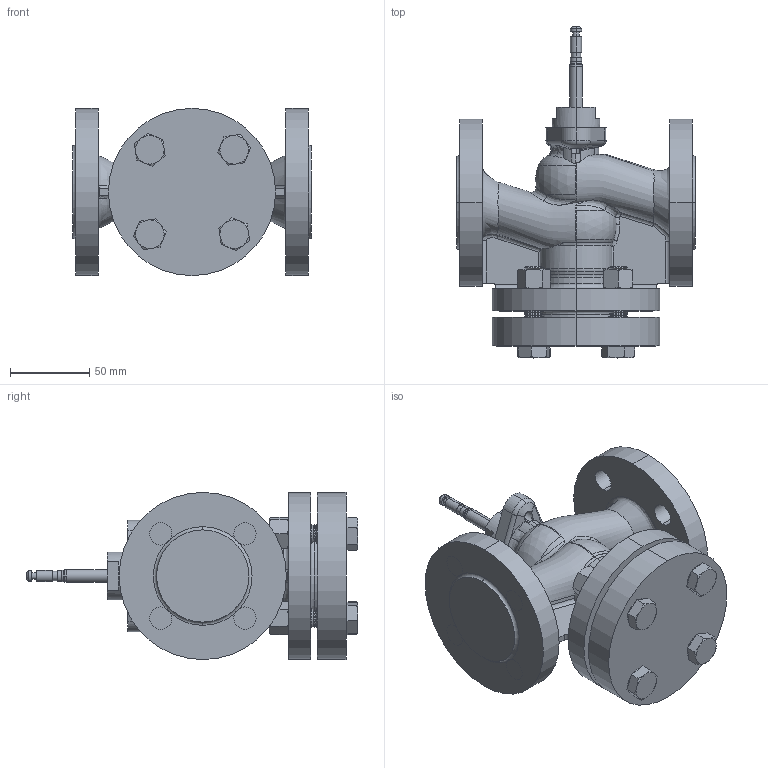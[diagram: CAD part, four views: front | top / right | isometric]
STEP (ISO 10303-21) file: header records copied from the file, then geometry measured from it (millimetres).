
FILE_DESCRIPTION (( 'STEP AP203' ), '1' );
FILE_NAME ('216_DN20_DEF.STEP', '2012-02-23T09:11:08', ( 'test' ), ( '' ), 'SwSTEP 2.0', 'SolidWorks 2011', '' );
FILE_SCHEMA (( 'CONFIG_CONTROL_DESIGN' ));
Products named in the file (1): 216_DN20_DEF
Bounding box: 150.45 x 209.13 x 105.31 mm (x, y, z)
Volume: 838506.5 mm3; surface area: 123342.3 mm2
Topology: 1 solids, 1 shells, 520 faces, 1349 edges, 861 vertices
Faces by surface type: cone 152, plane 132, cylinder 128, torus 51, bspline 47, sphere 10
Entity records: 87772 total; most frequent: CARTESIAN_POINT 75578, ORIENTED_EDGE 2688, DIRECTION 2393, EDGE_CURVE 1344, AXIS2_PLACEMENT_3D 1023, VERTEX_POINT 859, EDGE_LOOP 563, CIRCLE 549
